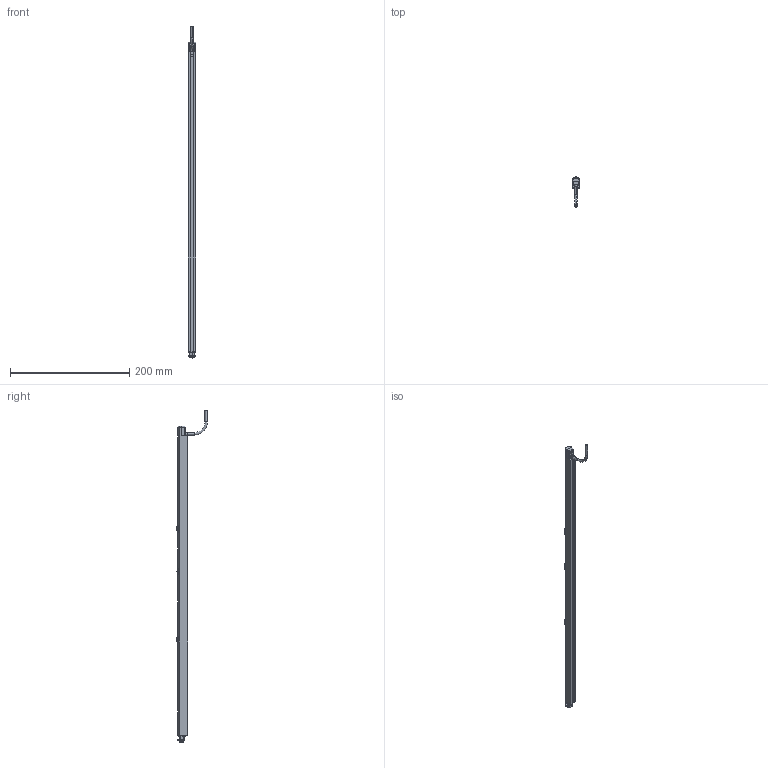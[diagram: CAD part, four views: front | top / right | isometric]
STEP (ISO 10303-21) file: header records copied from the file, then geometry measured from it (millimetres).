
FILE_DESCRIPTION((''),'2;1');
FILE_NAME('230417_SM01_ASM','2022-07-14T13:32:28',('PDMAdmin'),('BANNER ENGINEERING'),'CREO PARAMETRIC BY PTC INC, 2019292','CREO PARAMETRIC BY PTC INC, 2019292','');
FILE_SCHEMA(('CONFIG_CONTROL_DESIGN'));
Products named in the file (3): 230417_SM01; TTR_WEB_CABLE_SNUB; 230417_SM01_ASM
Assembly tree (2 placements, depth 2):
  230417_SM01_ASM
    230417_SM01
    TTR_WEB_CABLE_SNUB
Bounding box: 12 x 51.45 x 557.2 mm (x, y, z)
Volume: 84240.6 mm3; surface area: 38243 mm2
Topology: 2 solids, 2 shells, 655 faces, 1772 edges, 1095 vertices
Faces by surface type: plane 250, bspline 210, cylinder 118, cone 35, torus 14, sphere 14, revolution 8, extrusion 6
Entity records: 40009 total; most frequent: CARTESIAN_POINT 25611, ORIENTED_EDGE 3524, DIRECTION 2220, EDGE_CURVE 1762, VERTEX_POINT 1095, B_SPLINE_CURVE_WITH_KNOTS 749, AXIS2_PLACEMENT_3D 743, VECTOR 726
